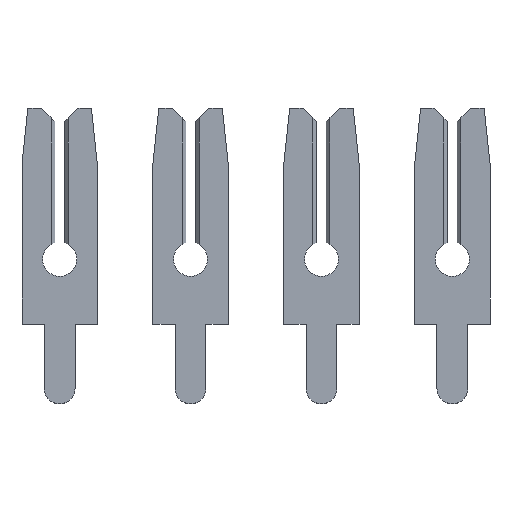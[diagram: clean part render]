
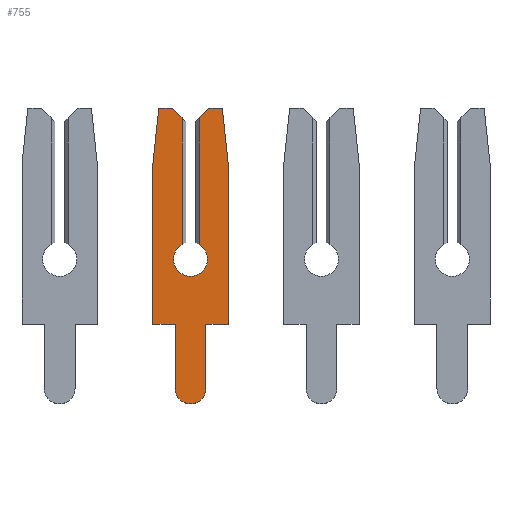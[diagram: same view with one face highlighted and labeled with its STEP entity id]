
A CAD part, top view. The second image highlights one B-rep face of the part: STEP entity #755.
In plain terms, the highlighted face is planar.
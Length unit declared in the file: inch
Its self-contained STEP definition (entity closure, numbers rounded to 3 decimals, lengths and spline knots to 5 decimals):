
#12 = EDGE_CURVE ( 'NONE', #959, #948, #1037, .T. ) ;
#18 = VECTOR ( 'NONE', #523, 39.37008 ) ;
#19 = CARTESIAN_POINT ( 'NONE',  ( -0.013, 0.146, -0.0575 ) ) ;
#24 = EDGE_CURVE ( 'NONE', #662, #610, #595, .T. ) ;
#37 = EDGE_CURVE ( 'NONE', #190, #669, #330, .T. ) ;
#39 = DIRECTION ( 'NONE',  ( 0., -1., 0. ) ) ;
#46 = VERTEX_POINT ( 'NONE', #571 ) ;
#50 = DIRECTION ( 'NONE',  ( -1., 0., 0. ) ) ;
#51 = LINE ( 'NONE', #186, #237 ) ;
#57 = CARTESIAN_POINT ( 'NONE',  ( -0.013, -0.099, -0.0235 ) ) ;
#61 = CARTESIAN_POINT ( 'NONE',  ( -0.013, -0.099, -0.0235 ) ) ;
#72 = DIRECTION ( 'NONE',  ( 0., 0., -1. ) ) ;
#80 = VECTOR ( 'NONE', #904, 39.37008 ) ;
#83 = DIRECTION ( 'NONE',  ( 0., -1., 0. ) ) ;
#94 = VERTEX_POINT ( 'NONE', #314 ) ;
#110 = LINE ( 'NONE', #728, #589 ) ;
#126 = DIRECTION ( 'NONE',  ( 0., -1., 0. ) ) ;
#127 = ORIENTED_EDGE ( 'NONE', *, *, #372, .F. ) ;
#129 = DIRECTION ( 'NONE',  ( 1., 0., 0. ) ) ;
#135 = VECTOR ( 'NONE', #461, 39.37008 ) ;
#138 = CARTESIAN_POINT ( 'NONE',  ( -0.013, -0.099, -0.0575 ) ) ;
#143 = CARTESIAN_POINT ( 'NONE',  ( -0.013, 0.146, 0.0575 ) ) ;
#170 = EDGE_CURVE ( 'NONE', #46, #407, #1048, .T. ) ;
#179 = VECTOR ( 'NONE', #670, 39.37008 ) ;
#183 = VERTEX_POINT ( 'NONE', #19 ) ;
#186 = CARTESIAN_POINT ( 'NONE',  ( -0.013, -0.099, 0.0235 ) ) ;
#188 = EDGE_CURVE ( 'NONE', #183, #46, #581, .T. ) ;
#190 = VERTEX_POINT ( 'NONE', #415 ) ;
#197 = CARTESIAN_POINT ( 'NONE',  ( -0.013, 0.216, 0.013 ) ) ;
#208 = CARTESIAN_POINT ( 'NONE',  ( -0.013, 0.02252, -0.013 ) ) ;
#214 = CARTESIAN_POINT ( 'NONE',  ( -0.013, 0., 0. ) ) ;
#216 = ORIENTED_EDGE ( 'NONE', *, *, #432, .F. ) ;
#222 = CARTESIAN_POINT ( 'NONE',  ( -0.013, 0., 0. ) ) ;
#223 = ORIENTED_EDGE ( 'NONE', *, *, #12, .F. ) ;
#230 = ORIENTED_EDGE ( 'NONE', *, *, #1049, .F. ) ;
#237 = VECTOR ( 'NONE', #258, 39.37008 ) ;
#243 = ORIENTED_EDGE ( 'NONE', *, *, #697, .F. ) ;
#258 = DIRECTION ( 'NONE',  ( 0., -1., 0. ) ) ;
#269 = CARTESIAN_POINT ( 'NONE',  ( -0.013, 0., 0. ) ) ;
#285 = ORIENTED_EDGE ( 'NONE', *, *, #24, .F. ) ;
#296 = CARTESIAN_POINT ( 'NONE',  ( -0.013, -0.1975, 0.0235 ) ) ;
#300 = DIRECTION ( 'NONE',  ( 0., 0., -1. ) ) ;
#314 = CARTESIAN_POINT ( 'NONE',  ( -0.013, -0.099, -0.0575 ) ) ;
#330 = LINE ( 'NONE', #819, #573 ) ;
#331 = VECTOR ( 'NONE', #779, 39.37008 ) ;
#337 = ORIENTED_EDGE ( 'NONE', *, *, #529, .F. ) ;
#340 = LINE ( 'NONE', #605, #410 ) ;
#343 = VECTOR ( 'NONE', #126, 39.37008 ) ;
#349 = VERTEX_POINT ( 'NONE', #752 ) ;
#351 = CARTESIAN_POINT ( 'NONE',  ( -0.013, 0.02252, 0.013 ) ) ;
#355 = CARTESIAN_POINT ( 'NONE',  ( -0.013, 0.231, -0.028 ) ) ;
#366 = VECTOR ( 'NONE', #72, 39.37008 ) ;
#369 = VECTOR ( 'NONE', #1040, 39.37008 ) ;
#370 = CARTESIAN_POINT ( 'NONE',  ( -0.013, 0.146, 0.0575 ) ) ;
#371 = CARTESIAN_POINT ( 'NONE',  ( -0.013, 0., 0.026 ) ) ;
#372 = EDGE_CURVE ( 'NONE', #948, #625, #51, .T. ) ;
#373 = DIRECTION ( 'NONE',  ( 1., 0., 0. ) ) ;
#385 = EDGE_LOOP ( 'NONE', ( #490, #767, #774, #799, #832, #997, #554, #656, #243, #864, #285, #1042, #127, #223, #974, #216, #337, #230 ) ) ;
#391 = CARTESIAN_POINT ( 'NONE',  ( -0.013, 0.231, -0.028 ) ) ;
#399 = LINE ( 'NONE', #786, #135 ) ;
#406 = EDGE_CURVE ( 'NONE', #978, #844, #678, .T. ) ;
#407 = VERTEX_POINT ( 'NONE', #355 ) ;
#410 = VECTOR ( 'NONE', #39, 39.37008 ) ;
#415 = CARTESIAN_POINT ( 'NONE',  ( -0.013, 0.216, -0.013 ) ) ;
#432 = EDGE_CURVE ( 'NONE', #514, #720, #897, .T. ) ;
#460 = AXIS2_PLACEMENT_3D ( 'NONE', #622, #129, #474 ) ;
#461 = DIRECTION ( 'NONE',  ( 0., 1., 0. ) ) ;
#474 = DIRECTION ( 'NONE',  ( 0., 0., 1. ) ) ;
#483 = CIRCLE ( 'NONE', #712, 0.026 ) ;
#490 = ORIENTED_EDGE ( 'NONE', *, *, #822, .T. ) ;
#514 = VERTEX_POINT ( 'NONE', #689 ) ;
#523 = DIRECTION ( 'NONE',  ( 0., -0.995, 0.105 ) ) ;
#529 = EDGE_CURVE ( 'NONE', #769, #514, #764, .T. ) ;
#544 = DIRECTION ( 'NONE',  ( 0., 0.707, 0.707 ) ) ;
#546 = CARTESIAN_POINT ( 'NONE',  ( -0.013, -0.099, 0.0575 ) ) ;
#554 = ORIENTED_EDGE ( 'NONE', *, *, #170, .F. ) ;
#571 = CARTESIAN_POINT ( 'NONE',  ( -0.013, 0.231, -0.04857 ) ) ;
#573 = VECTOR ( 'NONE', #83, 39.37008 ) ;
#581 = LINE ( 'NONE', #1054, #179 ) ;
#589 = VECTOR ( 'NONE', #793, 39.37008 ) ;
#595 = LINE ( 'NONE', #57, #369 ) ;
#605 = CARTESIAN_POINT ( 'NONE',  ( -0.013, 0.231, 0.013 ) ) ;
#610 = VERTEX_POINT ( 'NONE', #61 ) ;
#622 = CARTESIAN_POINT ( 'NONE',  ( -0.013, -0.1975, 0. ) ) ;
#625 = VERTEX_POINT ( 'NONE', #296 ) ;
#642 = CARTESIAN_POINT ( 'NONE',  ( -0.013, -0.099, 0.0575 ) ) ;
#656 = ORIENTED_EDGE ( 'NONE', *, *, #188, .F. ) ;
#662 = VERTEX_POINT ( 'NONE', #872 ) ;
#663 = EDGE_CURVE ( 'NONE', #720, #959, #960, .T. ) ;
#667 = EDGE_CURVE ( 'NONE', #349, #978, #483, .T. ) ;
#669 = VERTEX_POINT ( 'NONE', #208 ) ;
#670 = DIRECTION ( 'NONE',  ( 0., 0.995, 0.105 ) ) ;
#678 = CIRCLE ( 'NONE', #833, 0.026 ) ;
#689 = CARTESIAN_POINT ( 'NONE',  ( -0.013, 0.231, 0.04857 ) ) ;
#695 = AXIS2_PLACEMENT_3D ( 'NONE', #214, #373, #300 ) ;
#697 = EDGE_CURVE ( 'NONE', #94, #183, #399, .T. ) ;
#706 = DIRECTION ( 'NONE',  ( 0., 0., -1. ) ) ;
#712 = AXIS2_PLACEMENT_3D ( 'NONE', #868, #50, #706 ) ;
#719 = LINE ( 'NONE', #722, #787 ) ;
#720 = VERTEX_POINT ( 'NONE', #143 ) ;
#721 = PLANE ( 'NONE',  #695 ) ;
#722 = CARTESIAN_POINT ( 'NONE',  ( -0.013, 0.2105, 0.0075 ) ) ;
#728 = CARTESIAN_POINT ( 'NONE',  ( -0.013, 0.2105, -0.0075 ) ) ;
#739 = LINE ( 'NONE', #138, #366 ) ;
#747 = FACE_OUTER_BOUND ( 'NONE', #385, .T. ) ;
#748 = EDGE_CURVE ( 'NONE', #669, #349, #800, .T. ) ;
#752 = CARTESIAN_POINT ( 'NONE',  ( -0.013, 0., -0.026 ) ) ;
#755 = ADVANCED_FACE ( 'NONE', ( #747 ), #721, .F. ) ;
#764 = LINE ( 'NONE', #953, #331 ) ;
#765 = EDGE_CURVE ( 'NONE', #407, #190, #110, .T. ) ;
#767 = ORIENTED_EDGE ( 'NONE', *, *, #406, .F. ) ;
#769 = VERTEX_POINT ( 'NONE', #965 ) ;
#774 = ORIENTED_EDGE ( 'NONE', *, *, #667, .F. ) ;
#778 = CARTESIAN_POINT ( 'NONE',  ( -0.013, -0.099, 0.0235 ) ) ;
#779 = DIRECTION ( 'NONE',  ( 0., 0., 1. ) ) ;
#781 = EDGE_CURVE ( 'NONE', #610, #94, #739, .T. ) ;
#786 = CARTESIAN_POINT ( 'NONE',  ( -0.013, 0.146, -0.0575 ) ) ;
#787 = VECTOR ( 'NONE', #544, 39.37008 ) ;
#793 = DIRECTION ( 'NONE',  ( 0., -0.707, 0.707 ) ) ;
#799 = ORIENTED_EDGE ( 'NONE', *, *, #748, .F. ) ;
#800 = CIRCLE ( 'NONE', #986, 0.026 ) ;
#801 = DIRECTION ( 'NONE',  ( -1., 0., 0. ) ) ;
#804 = DIRECTION ( 'NONE',  ( 0., 0., -1. ) ) ;
#814 = DIRECTION ( 'NONE',  ( 0., 0., 1. ) ) ;
#819 = CARTESIAN_POINT ( 'NONE',  ( -0.013, 0., -0.013 ) ) ;
#822 = EDGE_CURVE ( 'NONE', #857, #844, #340, .T. ) ;
#832 = ORIENTED_EDGE ( 'NONE', *, *, #37, .F. ) ;
#833 = AXIS2_PLACEMENT_3D ( 'NONE', #269, #1017, #836 ) ;
#836 = DIRECTION ( 'NONE',  ( 0., 0., -1. ) ) ;
#844 = VERTEX_POINT ( 'NONE', #351 ) ;
#857 = VERTEX_POINT ( 'NONE', #197 ) ;
#864 = ORIENTED_EDGE ( 'NONE', *, *, #781, .F. ) ;
#867 = CIRCLE ( 'NONE', #460, 0.0235 ) ;
#868 = CARTESIAN_POINT ( 'NONE',  ( -0.013, 0., 0. ) ) ;
#872 = CARTESIAN_POINT ( 'NONE',  ( -0.013, -0.1975, -0.0235 ) ) ;
#897 = LINE ( 'NONE', #926, #18 ) ;
#904 = DIRECTION ( 'NONE',  ( 0., 0., -1. ) ) ;
#926 = CARTESIAN_POINT ( 'NONE',  ( -0.013, 0.231, 0.04857 ) ) ;
#948 = VERTEX_POINT ( 'NONE', #778 ) ;
#953 = CARTESIAN_POINT ( 'NONE',  ( -0.013, 0.231, 0.028 ) ) ;
#959 = VERTEX_POINT ( 'NONE', #546 ) ;
#960 = LINE ( 'NONE', #370, #343 ) ;
#965 = CARTESIAN_POINT ( 'NONE',  ( -0.013, 0.231, 0.028 ) ) ;
#974 = ORIENTED_EDGE ( 'NONE', *, *, #663, .F. ) ;
#978 = VERTEX_POINT ( 'NONE', #371 ) ;
#986 = AXIS2_PLACEMENT_3D ( 'NONE', #222, #801, #804 ) ;
#997 = ORIENTED_EDGE ( 'NONE', *, *, #765, .F. ) ;
#1009 = EDGE_CURVE ( 'NONE', #625, #662, #867, .T. ) ;
#1017 = DIRECTION ( 'NONE',  ( -1., 0., 0. ) ) ;
#1037 = LINE ( 'NONE', #642, #80 ) ;
#1040 = DIRECTION ( 'NONE',  ( 0., 1., 0. ) ) ;
#1042 = ORIENTED_EDGE ( 'NONE', *, *, #1009, .F. ) ;
#1048 = LINE ( 'NONE', #391, #1064 ) ;
#1049 = EDGE_CURVE ( 'NONE', #857, #769, #719, .T. ) ;
#1054 = CARTESIAN_POINT ( 'NONE',  ( -0.013, 0.231, -0.04857 ) ) ;
#1064 = VECTOR ( 'NONE', #814, 39.37008 ) ;
